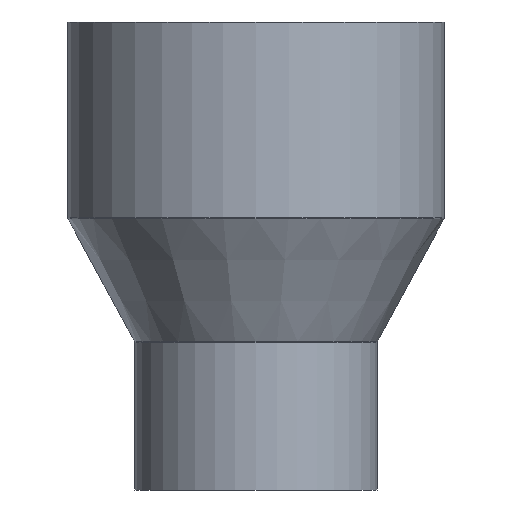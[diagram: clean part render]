
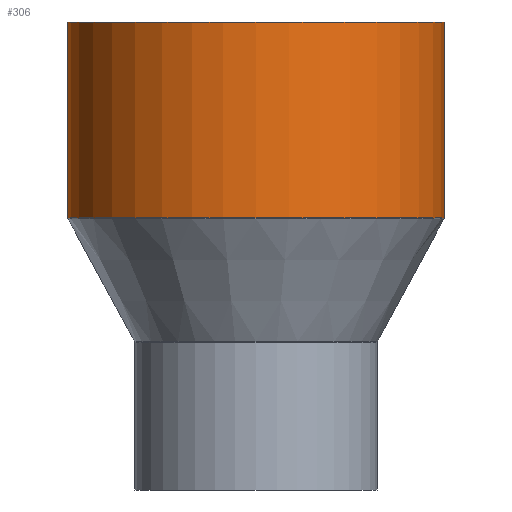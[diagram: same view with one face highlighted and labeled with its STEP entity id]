
A CAD part, front view. The second image highlights one B-rep face of the part: STEP entity #306.
In plain terms, the highlighted cylindrical face has radius 140 mm (diameter 280 mm), a partial arc.
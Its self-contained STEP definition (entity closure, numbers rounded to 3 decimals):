
#37 = DIRECTION ( 'NONE',  ( -1., 0., 0. ) ) ;
#39 = FACE_OUTER_BOUND ( 'NONE', #286, .T. ) ;
#74 = LINE ( 'NONE', #270, #235 ) ;
#77 = VERTEX_POINT ( 'NONE', #421 ) ;
#100 = EDGE_CURVE ( 'NONE', #77, #617, #535, .T. ) ;
#131 = DIRECTION ( 'NONE',  ( 0., 0., -1. ) ) ;
#134 = AXIS2_PLACEMENT_3D ( 'NONE', #353, #151, #406 ) ;
#142 = LINE ( 'NONE', #553, #550 ) ;
#151 = DIRECTION ( 'NONE',  ( 0., 0., -1. ) ) ;
#156 = CIRCLE ( 'NONE', #134, 140. ) ;
#183 = AXIS2_PLACEMENT_3D ( 'NONE', #326, #262, #635 ) ;
#185 = EDGE_CURVE ( 'NONE', #557, #617, #74, .T. ) ;
#235 = VECTOR ( 'NONE', #478, 1000. ) ;
#241 = EDGE_CURVE ( 'NONE', #500, #77, #142, .T. ) ;
#242 = CARTESIAN_POINT ( 'NONE',  ( 0., 0., -16.533 ) ) ;
#245 = ORIENTED_EDGE ( 'NONE', *, *, #100, .F. ) ;
#255 = CARTESIAN_POINT ( 'NONE',  ( 140., 0., 183.72 ) ) ;
#262 = DIRECTION ( 'NONE',  ( 0., 0., -1. ) ) ;
#267 = ORIENTED_EDGE ( 'NONE', *, *, #185, .T. ) ;
#270 = CARTESIAN_POINT ( 'NONE',  ( -140., 0., -16.533 ) ) ;
#286 = EDGE_LOOP ( 'NONE', ( #387, #401, #267, #245 ) ) ;
#306 = ADVANCED_FACE ( 'NONE', ( #39 ), #395, .T. ) ;
#326 = CARTESIAN_POINT ( 'NONE',  ( 0., 0., 38.228 ) ) ;
#353 = CARTESIAN_POINT ( 'NONE',  ( 0., 0., 183.72 ) ) ;
#387 = ORIENTED_EDGE ( 'NONE', *, *, #241, .F. ) ;
#393 = EDGE_CURVE ( 'NONE', #500, #557, #156, .T. ) ;
#395 = CYLINDRICAL_SURFACE ( 'NONE', #551, 140. ) ;
#401 = ORIENTED_EDGE ( 'NONE', *, *, #393, .T. ) ;
#406 = DIRECTION ( 'NONE',  ( -1., 0., 0. ) ) ;
#413 = CARTESIAN_POINT ( 'NONE',  ( -140., 0., 183.72 ) ) ;
#421 = CARTESIAN_POINT ( 'NONE',  ( 140., 0., 38.228 ) ) ;
#478 = DIRECTION ( 'NONE',  ( 0., 0., -1. ) ) ;
#500 = VERTEX_POINT ( 'NONE', #255 ) ;
#535 = CIRCLE ( 'NONE', #183, 140. ) ;
#550 = VECTOR ( 'NONE', #600, 1000. ) ;
#551 = AXIS2_PLACEMENT_3D ( 'NONE', #242, #131, #37 ) ;
#553 = CARTESIAN_POINT ( 'NONE',  ( 140., 0., -16.533 ) ) ;
#557 = VERTEX_POINT ( 'NONE', #413 ) ;
#581 = CARTESIAN_POINT ( 'NONE',  ( -140., 0., 38.228 ) ) ;
#600 = DIRECTION ( 'NONE',  ( 0., 0., -1. ) ) ;
#617 = VERTEX_POINT ( 'NONE', #581 ) ;
#635 = DIRECTION ( 'NONE',  ( -1., 0., 0. ) ) ;
